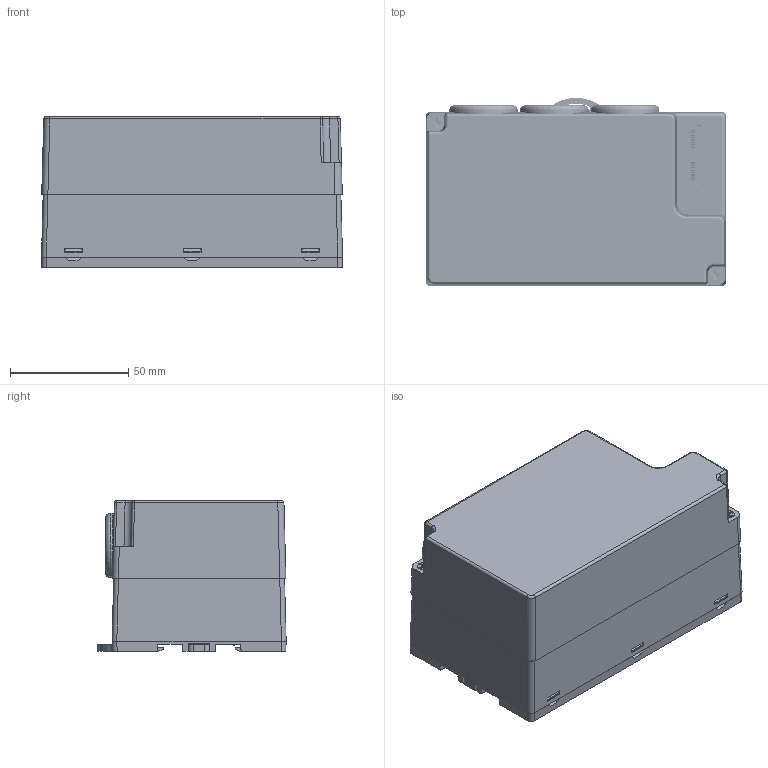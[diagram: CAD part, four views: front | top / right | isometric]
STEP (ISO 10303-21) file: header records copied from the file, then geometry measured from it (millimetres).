
FILE_DESCRIPTION(/* description */ (''),/* implementation_level */ '2;1');
FILE_NAME(/* name */ '',/* time_stamp */ '2025-05-09T14:46:51+08:00',/* author */ (''),/* organization */ (''),/* preprocessor_version */ 'ST-DEVELOPER v14',/* originating_system */ 'SIEMENS PLM Software NX 8.0',/* authorisation */ '');
FILE_SCHEMA (('AUTOMOTIVE_DESIGN { 1 0 10303 214 3 1 1 1 }'));
Products named in the file (1): MP5R-32
Bounding box: 127.42 x 79.71 x 63.8 mm (x, y, z)
Volume: 47956.3 mm3; surface area: 99013.6 mm2
Topology: 5 solids, 8 shells, 3480 faces, 9306 edges, 6202 vertices
Faces by surface type: plane 2555, cylinder 785, extrusion 89, bspline 30, cone 10, torus 6, sphere 5
Full cylindrical faces by diameter (mm): 1.168 x120, 1.178 x120, 2.5 x2, 3 x17, 4 x1, 5.5 x4, 9.6 x1, 9.8 x1
Entity records: 122019 total; most frequent: CARTESIAN_POINT 34728, ORIENTED_EDGE 17850, DIRECTION 17085, EDGE_CURVE 8925, VECTOR 7097, LINE 7008, VERTEX_POINT 6098, AXIS2_PLACEMENT_3D 4994
